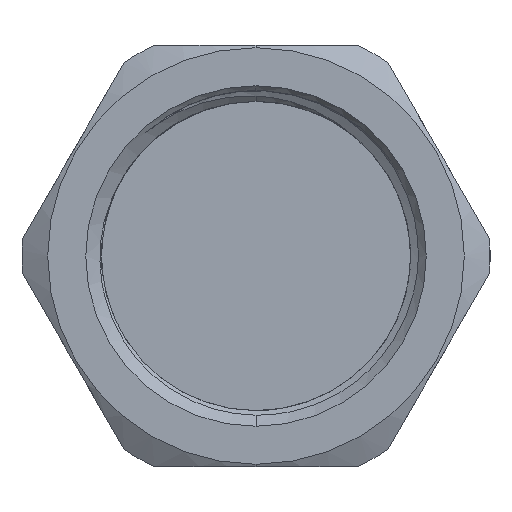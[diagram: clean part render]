
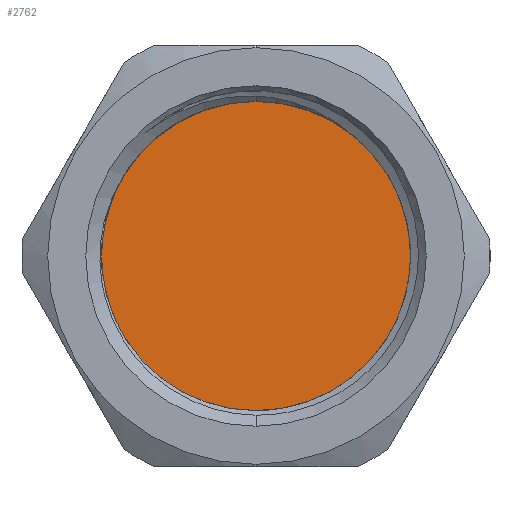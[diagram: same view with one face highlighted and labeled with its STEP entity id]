
A CAD part, left-side view. The second image highlights one B-rep face of the part: STEP entity #2762.
In plain terms, the highlighted planar face has unit normal (-1, 0, 0).
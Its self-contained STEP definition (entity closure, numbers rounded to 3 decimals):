
#189 = EDGE_CURVE ( 'NONE', #3708, #3520, #1229, .T. ) ;
#291 = DIRECTION ( 'NONE',  ( -1., 0., 0. ) ) ;
#540 = DIRECTION ( 'NONE',  ( -1., 0., 0. ) ) ;
#612 = DIRECTION ( 'NONE',  ( 0., 0., 1. ) ) ;
#648 = ORIENTED_EDGE ( 'NONE', *, *, #4584, .T. ) ;
#1229 = CIRCLE ( 'NONE', #4673, 9.9 ) ;
#1328 = PLANE ( 'NONE',  #4211 ) ;
#1330 = EDGE_LOOP ( 'NONE', ( #648, #3234 ) ) ;
#1497 = AXIS2_PLACEMENT_3D ( 'NONE', #2113, #3894, #612 ) ;
#1652 = CARTESIAN_POINT ( 'NONE',  ( 201866.838, 202050.158, -9.9 ) ) ;
#1735 = FACE_OUTER_BOUND ( 'NONE', #1330, .T. ) ;
#2113 = CARTESIAN_POINT ( 'NONE',  ( 201866.838, 202050.158, 0. ) ) ;
#2177 = DIRECTION ( 'NONE',  ( 0., 0., 1. ) ) ;
#2261 = CIRCLE ( 'NONE', #1497, 9.9 ) ;
#2762 = ADVANCED_FACE ( 'NONE', ( #1735 ), #1328, .T. ) ;
#3234 = ORIENTED_EDGE ( 'NONE', *, *, #189, .T. ) ;
#3265 = CARTESIAN_POINT ( 'NONE',  ( 201866.838, 202050.158, 0. ) ) ;
#3492 = DIRECTION ( 'NONE',  ( 0., 0., 1. ) ) ;
#3520 = VERTEX_POINT ( 'NONE', #4146 ) ;
#3708 = VERTEX_POINT ( 'NONE', #1652 ) ;
#3846 = CARTESIAN_POINT ( 'NONE',  ( 201866.838, 202050.158, 0. ) ) ;
#3894 = DIRECTION ( 'NONE',  ( -1., 0., 0. ) ) ;
#4146 = CARTESIAN_POINT ( 'NONE',  ( 201866.838, 202050.158, 9.9 ) ) ;
#4211 = AXIS2_PLACEMENT_3D ( 'NONE', #3846, #540, #3492 ) ;
#4584 = EDGE_CURVE ( 'NONE', #3520, #3708, #2261, .T. ) ;
#4673 = AXIS2_PLACEMENT_3D ( 'NONE', #3265, #291, #2177 ) ;
